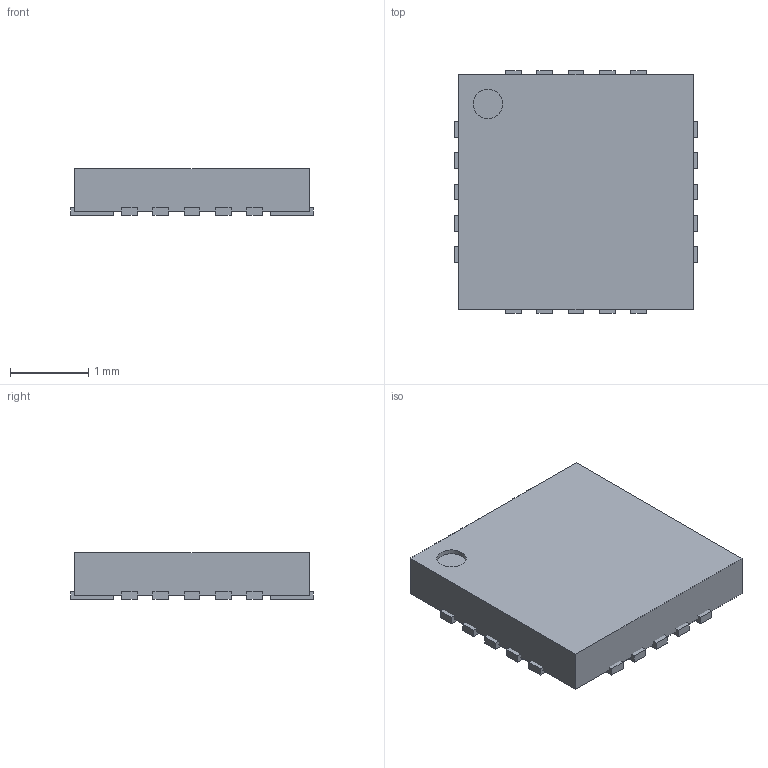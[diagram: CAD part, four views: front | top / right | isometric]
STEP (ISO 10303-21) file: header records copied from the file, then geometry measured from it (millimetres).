
FILE_DESCRIPTION(('FreeCAD Model'),'2;1');
FILE_NAME('232092.1.1.stp','2018-01-10T19:16:01',( 'Author'),(''),'Open CASCADE STEP processor 6.8','FreeCAD','Unknown' );
FILE_SCHEMA(('AUTOMOTIVE_DESIGN_CC2 { 1 2 10303 214 -1 1 5 4 }'));
Length unit declared in the file: millimetre
Products named in the file (4): ASSEMBLY; Body; PinsArrayLR; PinsArrayTB
Assembly tree (3 placements, depth 2):
  ASSEMBLY
    Body
    PinsArrayLR
    PinsArrayTB
Bounding box: 3.1 x 3.1 x 0.6 mm (x, y, z)
Volume: 5.2 mm3; surface area: 32.1 mm2
Topology: 21 solids, 21 shells, 128 faces, 255 edges, 170 vertices
Faces by surface type: plane 127, cylinder 1
Full cylindrical faces by diameter (mm): 0.375 x1
Entity records: 6774 total; most frequent: CARTESIAN_POINT 1067, DIRECTION 1031, LINE 761, VECTOR 761, ORIENTED_EDGE 510, PCURVE 510, DEFINITIONAL_REPRESENTATION 510, EDGE_CURVE 255
